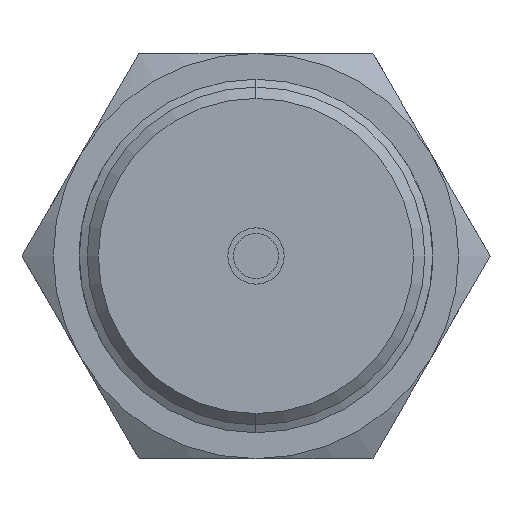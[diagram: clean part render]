
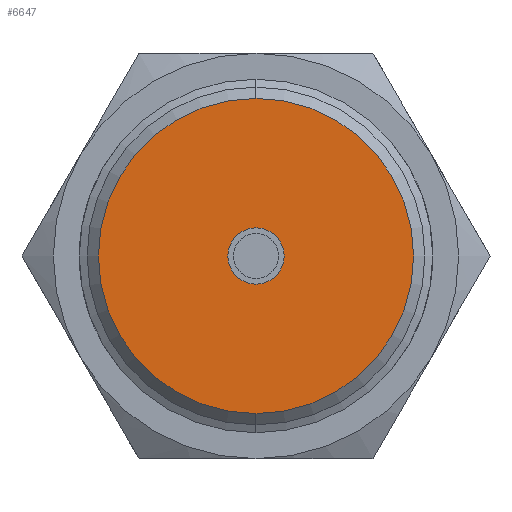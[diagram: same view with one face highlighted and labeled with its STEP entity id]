
A CAD part, left-side view. The second image highlights one B-rep face of the part: STEP entity #6647.
In plain terms, the highlighted planar face has unit normal (-1, 0, 0).
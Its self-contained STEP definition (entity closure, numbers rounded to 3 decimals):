
#124 = CARTESIAN_POINT ( 'NONE',  ( -148.756, 0., 0. ) ) ;
#230 = EDGE_CURVE ( 'NONE', #5243, #5244, #6672, .T. ) ;
#514 = ORIENTED_EDGE ( 'NONE', *, *, #4997, .F. ) ;
#534 = DIRECTION ( 'NONE',  ( 0., 0., -1. ) ) ;
#668 = DIRECTION ( 'NONE',  ( 0., 0., -1. ) ) ;
#860 = AXIS2_PLACEMENT_3D ( 'NONE', #124, #3938, #668 ) ;
#1093 = AXIS2_PLACEMENT_3D ( 'NONE', #4444, #1164, #4990 ) ;
#1164 = DIRECTION ( 'NONE',  ( 1., 0., 0. ) ) ;
#1310 = EDGE_LOOP ( 'NONE', ( #1948, #6476 ) ) ;
#1450 = EDGE_CURVE ( 'NONE', #5806, #1771, #2997, .T. ) ;
#1771 = VERTEX_POINT ( 'NONE', #5020 ) ;
#1948 = ORIENTED_EDGE ( 'NONE', *, *, #5318, .F. ) ;
#1964 = DIRECTION ( 'NONE',  ( 0., 0., -1. ) ) ;
#2029 = EDGE_LOOP ( 'NONE', ( #514, #4775 ) ) ;
#2211 = PLANE ( 'NONE',  #1093 ) ;
#2792 = CARTESIAN_POINT ( 'NONE',  ( -148.756, 0., 0. ) ) ;
#2997 = CIRCLE ( 'NONE', #860, 2.5 ) ;
#3001 = CIRCLE ( 'NONE', #4070, 14. ) ;
#3202 = FACE_BOUND ( 'NONE', #1310, .T. ) ;
#3348 = DIRECTION ( 'NONE',  ( 0., 0., -1. ) ) ;
#3799 = DIRECTION ( 'NONE',  ( -1., 0., 0. ) ) ;
#3938 = DIRECTION ( 'NONE',  ( -1., 0., 0. ) ) ;
#4070 = AXIS2_PLACEMENT_3D ( 'NONE', #2792, #6655, #3348 ) ;
#4444 = CARTESIAN_POINT ( 'NONE',  ( -148.756, 2.5, 0. ) ) ;
#4595 = CIRCLE ( 'NONE', #6488, 2.5 ) ;
#4775 = ORIENTED_EDGE ( 'NONE', *, *, #230, .F. ) ;
#4895 = AXIS2_PLACEMENT_3D ( 'NONE', #6907, #5257, #1964 ) ;
#4990 = DIRECTION ( 'NONE',  ( 0., 0., -1. ) ) ;
#4997 = EDGE_CURVE ( 'NONE', #5244, #5243, #3001, .T. ) ;
#5020 = CARTESIAN_POINT ( 'NONE',  ( -148.756, 0., -2.5 ) ) ;
#5243 = VERTEX_POINT ( 'NONE', #5879 ) ;
#5244 = VERTEX_POINT ( 'NONE', #5908 ) ;
#5257 = DIRECTION ( 'NONE',  ( 1., 0., 0. ) ) ;
#5318 = EDGE_CURVE ( 'NONE', #1771, #5806, #4595, .T. ) ;
#5806 = VERTEX_POINT ( 'NONE', #6040 ) ;
#5879 = CARTESIAN_POINT ( 'NONE',  ( -148.756, 0., 14. ) ) ;
#5908 = CARTESIAN_POINT ( 'NONE',  ( -148.756, 0., -14. ) ) ;
#6040 = CARTESIAN_POINT ( 'NONE',  ( -148.756, 0., 2.5 ) ) ;
#6476 = ORIENTED_EDGE ( 'NONE', *, *, #1450, .F. ) ;
#6488 = AXIS2_PLACEMENT_3D ( 'NONE', #7096, #3799, #534 ) ;
#6647 = ADVANCED_FACE ( 'NONE', ( #3202, #6931 ), #2211, .F. ) ;
#6655 = DIRECTION ( 'NONE',  ( 1., 0., 0. ) ) ;
#6672 = CIRCLE ( 'NONE', #4895, 14. ) ;
#6907 = CARTESIAN_POINT ( 'NONE',  ( -148.756, 0., 0. ) ) ;
#6931 = FACE_OUTER_BOUND ( 'NONE', #2029, .T. ) ;
#7096 = CARTESIAN_POINT ( 'NONE',  ( -148.756, 0., 0. ) ) ;
